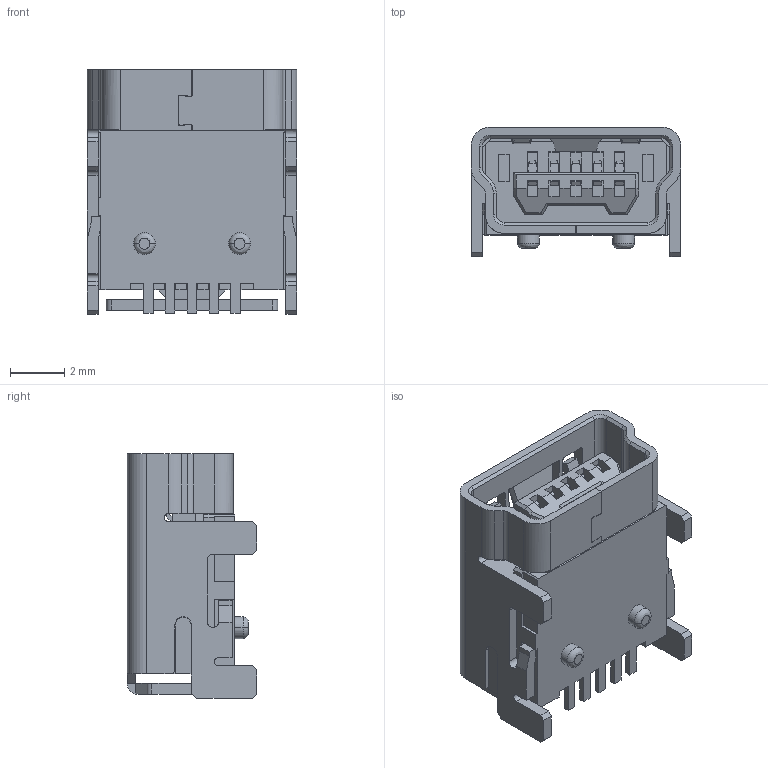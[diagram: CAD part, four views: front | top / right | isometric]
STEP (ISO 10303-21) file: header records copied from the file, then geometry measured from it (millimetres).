
FILE_DESCRIPTION(('STEP AP214'),'1');
FILE_NAME('67503-1340.stp','2017-04-18T06:27:50',('TraceParts'),('TraceParts S.A.'),'Spatial InterOp 3D',' ',' ');
FILE_SCHEMA(('automotive_design'));
Length unit declared in the file: millimetre
Products named in the file (2): 67503-1340_1; 1
Bounding box: 7.7 x 4.75 x 9 mm (x, y, z)
Volume: 157.7 mm3; surface area: 573.8 mm2
Topology: 1 solids, 1 shells, 536 faces, 1605 edges, 1099 vertices
Faces by surface type: plane 399, cylinder 105, bspline 24, cone 8
Entity records: 18733 total; most frequent: CARTESIAN_POINT 4269, ORIENTED_EDGE 3126, DIRECTION 2771, EDGE_CURVE 1563, LINE 1283, VECTOR 1283, VERTEX_POINT 1015, AXIS2_PLACEMENT_3D 744
